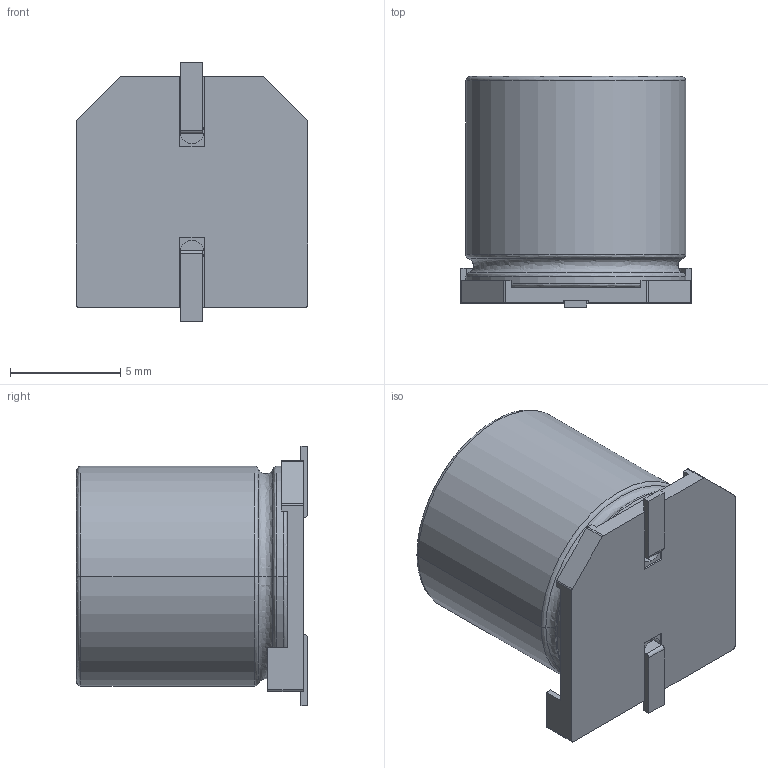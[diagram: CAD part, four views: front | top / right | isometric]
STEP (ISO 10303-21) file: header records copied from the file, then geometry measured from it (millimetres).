
FILE_DESCRIPTION (( 'STEP AP214' ), '1' );
FILE_NAME ('User Library-cap_10x10x10-1.STEP', '2016-02-07T01:30:08', ( 'Windows User' ), ( '' ), 'SwSTEP 2.0', 'SolidWorks 2016', '' );
FILE_SCHEMA (( 'AUTOMOTIVE_DESIGN' ));
Length unit declared in the file: millimetre
Products named in the file (4): User Library-cap_10x10x10-1_alelcap_sm10x10_1; User Library-cap_10x10x10-1_foot_cap_10x10_1; User Library-cap_10x10x10-1_can_10x10_1; User Library-cap_10x10x10-1
Assembly tree (4 placements, depth 2):
  User Library-cap_10x10x10-1
    User Library-cap_10x10x10-1_can_10x10_1
    User Library-cap_10x10x10-1_foot_cap_10x10_1  x2
    User Library-cap_10x10x10-1_alelcap_sm10x10_1
Bounding box: 10.5 x 10.5 x 11.8 mm (x, y, z)
Volume: 826.7 mm3; surface area: 739.6 mm2
Topology: 4 solids, 4 shells, 81 faces, 205 edges, 130 vertices
Faces by surface type: plane 50, cylinder 21, bspline 10
Entity records: 3262 total; most frequent: CARTESIAN_POINT 571, DIRECTION 373, ORIENTED_EDGE 368, EDGE_CURVE 184, AXIS2_PLACEMENT_3D 126, LINE 121, VECTOR 121, VERTEX_POINT 116
